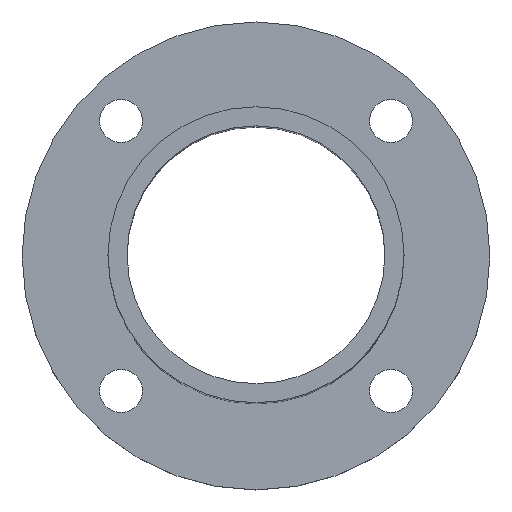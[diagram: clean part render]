
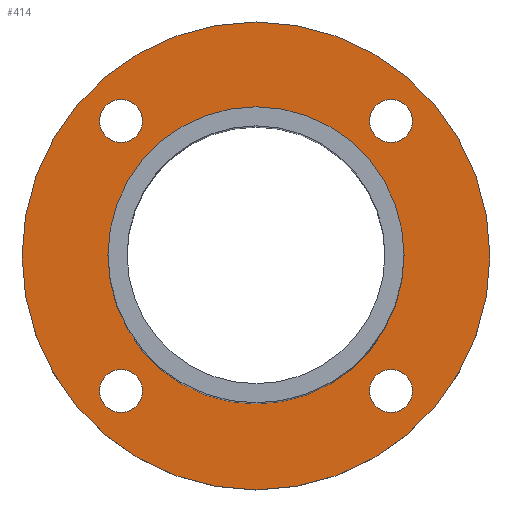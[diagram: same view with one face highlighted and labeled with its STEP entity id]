
A CAD part, top view. The second image highlights one B-rep face of the part: STEP entity #414.
In plain terms, the highlighted planar face has unit normal (0, 0, 1).
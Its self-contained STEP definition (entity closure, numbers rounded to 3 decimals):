
#10 = DIRECTION ( 'NONE',  ( 0., 0., 1. ) ) ;
#34 = CARTESIAN_POINT ( 'NONE',  ( 49., 0., -62.5 ) ) ;
#50 = EDGE_CURVE ( 'NONE', #483, #185, #326, .T. ) ;
#67 = CIRCLE ( 'NONE', #131, 4.5 ) ;
#68 = CARTESIAN_POINT ( 'NONE',  ( 32.784, -28.284, -62.5 ) ) ;
#81 = AXIS2_PLACEMENT_3D ( 'NONE', #413, #469, #884 ) ;
#82 = DIRECTION ( 'NONE',  ( 0., 0., 1. ) ) ;
#85 = ORIENTED_EDGE ( 'NONE', *, *, #220, .F. ) ;
#110 = EDGE_CURVE ( 'NONE', #665, #239, #830, .T. ) ;
#123 = EDGE_CURVE ( 'NONE', #887, #712, #293, .T. ) ;
#125 = DIRECTION ( 'NONE',  ( 0., 0., 1. ) ) ;
#126 = FACE_BOUND ( 'NONE', #743, .T. ) ;
#131 = AXIS2_PLACEMENT_3D ( 'NONE', #419, #10, #782 ) ;
#153 = DIRECTION ( 'NONE',  ( 1., 0., 0. ) ) ;
#182 = EDGE_LOOP ( 'NONE', ( #286, #578 ) ) ;
#184 = DIRECTION ( 'NONE',  ( 0., 0., 1. ) ) ;
#185 = VERTEX_POINT ( 'NONE', #581 ) ;
#199 = ORIENTED_EDGE ( 'NONE', *, *, #480, .T. ) ;
#200 = CIRCLE ( 'NONE', #697, 4.5 ) ;
#204 = EDGE_CURVE ( 'NONE', #858, #334, #571, .T. ) ;
#206 = VERTEX_POINT ( 'NONE', #68 ) ;
#208 = DIRECTION ( 'NONE',  ( 1., 0., 0. ) ) ;
#211 = CIRCLE ( 'NONE', #886, 49. ) ;
#220 = EDGE_CURVE ( 'NONE', #623, #407, #698, .T. ) ;
#227 = AXIS2_PLACEMENT_3D ( 'NONE', #395, #676, #329 ) ;
#239 = VERTEX_POINT ( 'NONE', #34 ) ;
#258 = PLANE ( 'NONE',  #695 ) ;
#271 = EDGE_CURVE ( 'NONE', #407, #623, #418, .T. ) ;
#282 = VERTEX_POINT ( 'NONE', #589 ) ;
#285 = CARTESIAN_POINT ( 'NONE',  ( 0., 0., -62.5 ) ) ;
#286 = ORIENTED_EDGE ( 'NONE', *, *, #902, .F. ) ;
#293 = CIRCLE ( 'NONE', #541, 4.5 ) ;
#314 = DIRECTION ( 'NONE',  ( 1., 0., 0. ) ) ;
#322 = CARTESIAN_POINT ( 'NONE',  ( 28.284, -28.284, -62.5 ) ) ;
#326 = CIRCLE ( 'NONE', #745, 31. ) ;
#329 = DIRECTION ( 'NONE',  ( 1., 0., 0. ) ) ;
#334 = VERTEX_POINT ( 'NONE', #823 ) ;
#348 = ORIENTED_EDGE ( 'NONE', *, *, #204, .F. ) ;
#350 = ORIENTED_EDGE ( 'NONE', *, *, #506, .F. ) ;
#352 = DIRECTION ( 'NONE',  ( 0., 0., 1. ) ) ;
#355 = DIRECTION ( 'NONE',  ( 1., 0., 0. ) ) ;
#357 = CARTESIAN_POINT ( 'NONE',  ( -28.284, 28.284, -62.5 ) ) ;
#370 = CARTESIAN_POINT ( 'NONE',  ( 0., 0., -62.5 ) ) ;
#389 = DIRECTION ( 'NONE',  ( 1., 0., 0. ) ) ;
#392 = EDGE_LOOP ( 'NONE', ( #607, #199 ) ) ;
#395 = CARTESIAN_POINT ( 'NONE',  ( 28.284, 28.284, -62.5 ) ) ;
#397 = ORIENTED_EDGE ( 'NONE', *, *, #271, .F. ) ;
#402 = FACE_BOUND ( 'NONE', #441, .T. ) ;
#407 = VERTEX_POINT ( 'NONE', #680 ) ;
#408 = DIRECTION ( 'NONE',  ( 1., 0., 0. ) ) ;
#413 = CARTESIAN_POINT ( 'NONE',  ( 0., 0., -62.5 ) ) ;
#414 = ADVANCED_FACE ( 'NONE', ( #747, #540, #750, #126, #402, #474 ), #258, .T. ) ;
#418 = CIRCLE ( 'NONE', #661, 4.5 ) ;
#419 = CARTESIAN_POINT ( 'NONE',  ( 28.284, -28.284, -62.5 ) ) ;
#420 = DIRECTION ( 'NONE',  ( 0., 0., 1. ) ) ;
#422 = CARTESIAN_POINT ( 'NONE',  ( -49., 0., -62.5 ) ) ;
#432 = EDGE_CURVE ( 'NONE', #334, #858, #487, .T. ) ;
#441 = EDGE_LOOP ( 'NONE', ( #874, #350 ) ) ;
#451 = AXIS2_PLACEMENT_3D ( 'NONE', #694, #82, #208 ) ;
#461 = DIRECTION ( 'NONE',  ( 1., 0., 0. ) ) ;
#469 = DIRECTION ( 'NONE',  ( 0., 0., 1. ) ) ;
#474 = FACE_OUTER_BOUND ( 'NONE', #392, .T. ) ;
#479 = CARTESIAN_POINT ( 'NONE',  ( 31., 0., -62.5 ) ) ;
#480 = EDGE_CURVE ( 'NONE', #239, #665, #211, .T. ) ;
#483 = VERTEX_POINT ( 'NONE', #479 ) ;
#486 = CIRCLE ( 'NONE', #81, 31. ) ;
#487 = CIRCLE ( 'NONE', #227, 4.5 ) ;
#506 = EDGE_CURVE ( 'NONE', #185, #483, #486, .T. ) ;
#528 = CARTESIAN_POINT ( 'NONE',  ( -28.284, -28.284, -62.5 ) ) ;
#530 = ORIENTED_EDGE ( 'NONE', *, *, #123, .F. ) ;
#540 = FACE_BOUND ( 'NONE', #702, .T. ) ;
#541 = AXIS2_PLACEMENT_3D ( 'NONE', #769, #704, #789 ) ;
#571 = CIRCLE ( 'NONE', #451, 4.5 ) ;
#578 = ORIENTED_EDGE ( 'NONE', *, *, #622, .F. ) ;
#581 = CARTESIAN_POINT ( 'NONE',  ( -31., 0., -62.5 ) ) ;
#589 = CARTESIAN_POINT ( 'NONE',  ( 23.784, -28.284, -62.5 ) ) ;
#593 = CARTESIAN_POINT ( 'NONE',  ( 32.784, 28.284, -62.5 ) ) ;
#607 = ORIENTED_EDGE ( 'NONE', *, *, #110, .T. ) ;
#616 = AXIS2_PLACEMENT_3D ( 'NONE', #322, #878, #735 ) ;
#622 = EDGE_CURVE ( 'NONE', #206, #282, #67, .T. ) ;
#623 = VERTEX_POINT ( 'NONE', #840 ) ;
#627 = EDGE_CURVE ( 'NONE', #712, #887, #200, .T. ) ;
#630 = CARTESIAN_POINT ( 'NONE',  ( -28.284, -28.284, -62.5 ) ) ;
#640 = AXIS2_PLACEMENT_3D ( 'NONE', #285, #352, #783 ) ;
#661 = AXIS2_PLACEMENT_3D ( 'NONE', #528, #801, #314 ) ;
#665 = VERTEX_POINT ( 'NONE', #422 ) ;
#671 = DIRECTION ( 'NONE',  ( 0., 0., 1. ) ) ;
#674 = EDGE_LOOP ( 'NONE', ( #530, #765 ) ) ;
#676 = DIRECTION ( 'NONE',  ( 0., 0., 1. ) ) ;
#680 = CARTESIAN_POINT ( 'NONE',  ( -32.784, -28.284, -62.5 ) ) ;
#694 = CARTESIAN_POINT ( 'NONE',  ( 28.284, 28.284, -62.5 ) ) ;
#695 = AXIS2_PLACEMENT_3D ( 'NONE', #753, #184, #461 ) ;
#697 = AXIS2_PLACEMENT_3D ( 'NONE', #357, #700, #153 ) ;
#698 = CIRCLE ( 'NONE', #845, 4.5 ) ;
#700 = DIRECTION ( 'NONE',  ( 0., 0., 1. ) ) ;
#702 = EDGE_LOOP ( 'NONE', ( #397, #85 ) ) ;
#704 = DIRECTION ( 'NONE',  ( 0., 0., 1. ) ) ;
#712 = VERTEX_POINT ( 'NONE', #728 ) ;
#728 = CARTESIAN_POINT ( 'NONE',  ( -23.784, 28.284, -62.5 ) ) ;
#735 = DIRECTION ( 'NONE',  ( 1., 0., 0. ) ) ;
#743 = EDGE_LOOP ( 'NONE', ( #817, #348 ) ) ;
#745 = AXIS2_PLACEMENT_3D ( 'NONE', #370, #671, #389 ) ;
#747 = FACE_BOUND ( 'NONE', #674, .T. ) ;
#750 = FACE_BOUND ( 'NONE', #182, .T. ) ;
#753 = CARTESIAN_POINT ( 'NONE',  ( 0., 0., -62.5 ) ) ;
#765 = ORIENTED_EDGE ( 'NONE', *, *, #627, .F. ) ;
#769 = CARTESIAN_POINT ( 'NONE',  ( -28.284, 28.284, -62.5 ) ) ;
#782 = DIRECTION ( 'NONE',  ( 1., 0., 0. ) ) ;
#783 = DIRECTION ( 'NONE',  ( 1., 0., 0. ) ) ;
#789 = DIRECTION ( 'NONE',  ( 1., 0., 0. ) ) ;
#801 = DIRECTION ( 'NONE',  ( 0., 0., 1. ) ) ;
#817 = ORIENTED_EDGE ( 'NONE', *, *, #432, .F. ) ;
#823 = CARTESIAN_POINT ( 'NONE',  ( 23.784, 28.284, -62.5 ) ) ;
#830 = CIRCLE ( 'NONE', #640, 49. ) ;
#840 = CARTESIAN_POINT ( 'NONE',  ( -23.784, -28.284, -62.5 ) ) ;
#845 = AXIS2_PLACEMENT_3D ( 'NONE', #630, #420, #355 ) ;
#858 = VERTEX_POINT ( 'NONE', #593 ) ;
#871 = CARTESIAN_POINT ( 'NONE',  ( -32.784, 28.284, -62.5 ) ) ;
#874 = ORIENTED_EDGE ( 'NONE', *, *, #50, .F. ) ;
#878 = DIRECTION ( 'NONE',  ( 0., 0., 1. ) ) ;
#884 = DIRECTION ( 'NONE',  ( 1., 0., 0. ) ) ;
#886 = AXIS2_PLACEMENT_3D ( 'NONE', #897, #125, #408 ) ;
#887 = VERTEX_POINT ( 'NONE', #871 ) ;
#890 = CIRCLE ( 'NONE', #616, 4.5 ) ;
#897 = CARTESIAN_POINT ( 'NONE',  ( 0., 0., -62.5 ) ) ;
#902 = EDGE_CURVE ( 'NONE', #282, #206, #890, .T. ) ;
